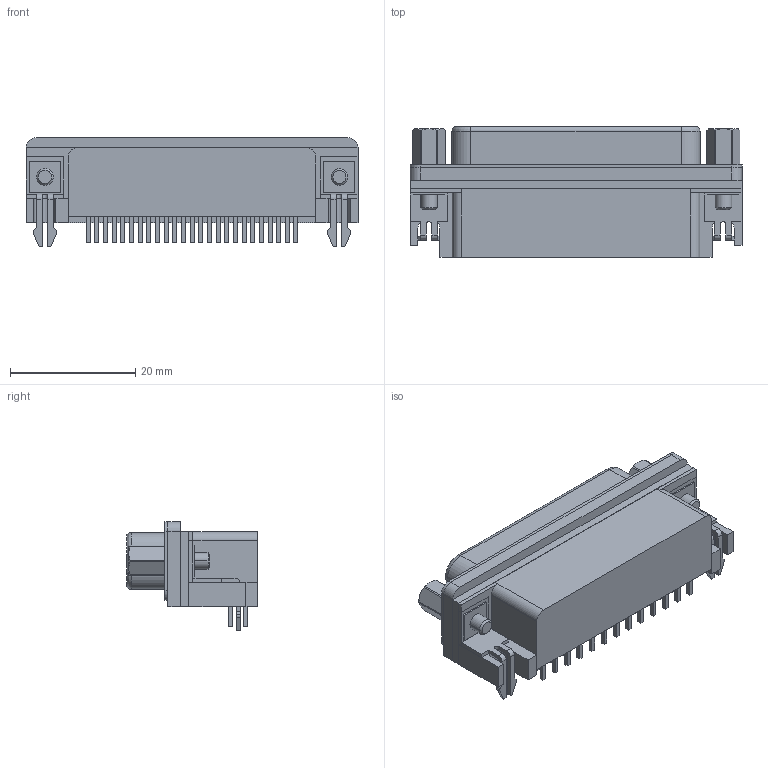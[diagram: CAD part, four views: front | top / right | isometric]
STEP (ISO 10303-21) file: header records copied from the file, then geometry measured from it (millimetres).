
FILE_DESCRIPTION((''),'2;1');
FILE_NAME('TYCO_3-1634582-2.stp','2013-01-17T08:56:35',(''),(''),'Mechanical Desktop 2011','Mechanical Desktop 2011',', , ');
FILE_SCHEMA(('AUTOMOTIVE_DESIGN { 1 2 10303 214 1 1 1 1 }'));
Length unit declared in the file: millimetre
Products named in the file (1): Product
Bounding box: 53.1 x 20.88 x 17.38 mm (x, y, z)
Volume: 8410.1 mm3; surface area: 9901.3 mm2
Topology: 69 solids, 69 shells, 493 faces, 1032 edges, 674 vertices
Faces by surface type: bspline 187, plane 182, cylinder 104, cone 20
Entity records: 13029 total; most frequent: CARTESIAN_POINT 2869, ORIENTED_EDGE 2056, DIRECTION 1850, EDGE_CURVE 1028, VECTOR 772, LINE 772, VERTEX_POINT 674, AXIS2_PLACEMENT_3D 539
